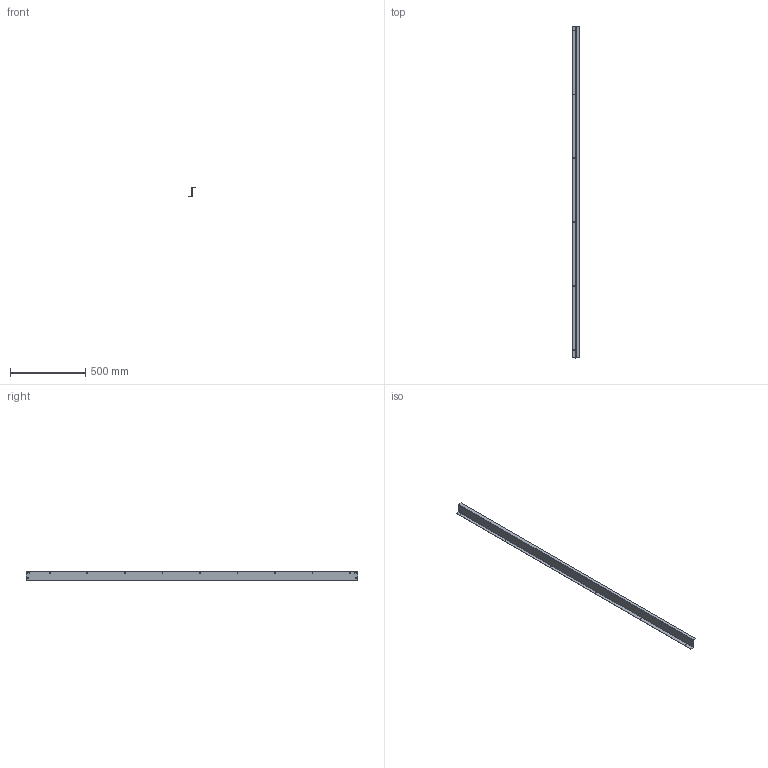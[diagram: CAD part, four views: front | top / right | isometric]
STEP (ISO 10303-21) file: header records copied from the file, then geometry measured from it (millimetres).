
FILE_DESCRIPTION(/* description */ (''),/* implementation_level */ '2;1');
FILE_NAME(/* name */ 'PRT_0016-M_Ex_Louver_Frame.STEP.step',/* time_stamp */ '2023-07-22T23:29:51+03:00',/* author */ (''),/* organization */ (''),/* preprocessor_version */ 'ST-DEVELOPER v19.2',/* originating_system */ 'Autodesk Translation Framework v12.6.0.85',/* authorisation */ '');
FILE_SCHEMA (('AUTOMOTIVE_DESIGN { 1 0 10303 214 3 1 1 }'));
Length unit declared in the file: millimetre
Products named in the file (1): PRT_0016-M_Ex_Louver_Frame.STEP
Bounding box: 49 x 2210 x 61.3 mm (x, y, z)
Surface area: 482832.7 mm2 (no closed solid volume)
Topology: 0 solids, 64 shells, 64 faces, 298 edges, 298 vertices
Faces by surface type: cylinder 46, plane 18
Entity records: 3357 total; most frequent: CARTESIAN_POINT 661, DIRECTION 570, VERTEX_POINT 298, EDGE_CURVE 298, ORIENTED_EDGE 298, AXIS2_PLACEMENT_3D 207, LINE 156, VECTOR 156
